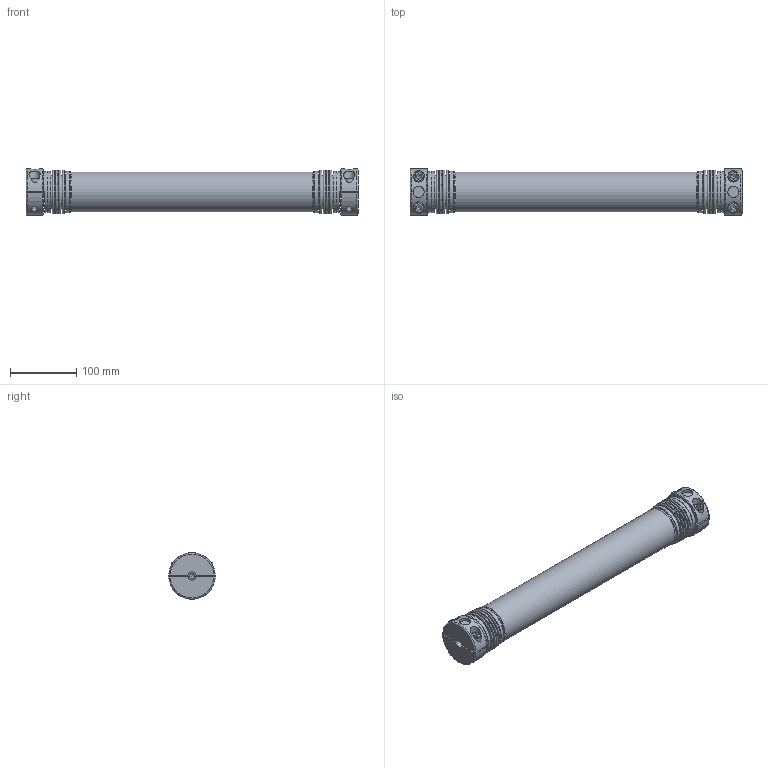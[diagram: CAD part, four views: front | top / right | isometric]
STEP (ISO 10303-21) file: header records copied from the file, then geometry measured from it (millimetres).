
FILE_DESCRIPTION( ( 'Unknown' ), '1' );
FILE_NAME( 'WDS 100 - L=0,5m.stp', 'Unknown', ( 'Unknown' ), ( 'Unknown' ), 'PSStep 10.1', 'Unknown', ' ' );
FILE_SCHEMA( ( 'AUTOMOTIVE_DESIGN { 1 0 10303 214 1 1 1 1 }' ) );
Length unit declared in the file: millimetre
Products named in the file (1): WDS  100
Bounding box: 500 x 69.96 x 70 mm (x, y, z)
Volume: 627777.2 mm3; surface area: 250286.8 mm2
Topology: 1 solids, 4 shells, 286 faces, 592 edges, 388 vertices
Faces by surface type: plane 170, torus 54, cylinder 52, cone 10
Full cylindrical faces by diameter (mm): 8.5 x4, 10 x6, 10.4 x4, 10.5 x2, 11.835 x2, 16 x6, 17 x6, 28 x2, 30 x2, 54 x1, 60 x1, 61.3 x4, 62.3 x4
Entity records: 10036 total; most frequent: CARTESIAN_POINT 2159, DIRECTION 1218, ORIENTED_EDGE 888, AXIS2_PLACEMENT_3D 515, EDGE_LOOP 468, EDGE_CURVE 444, FACE_OUTER_BOUND 376, VERTEX_POINT 346
